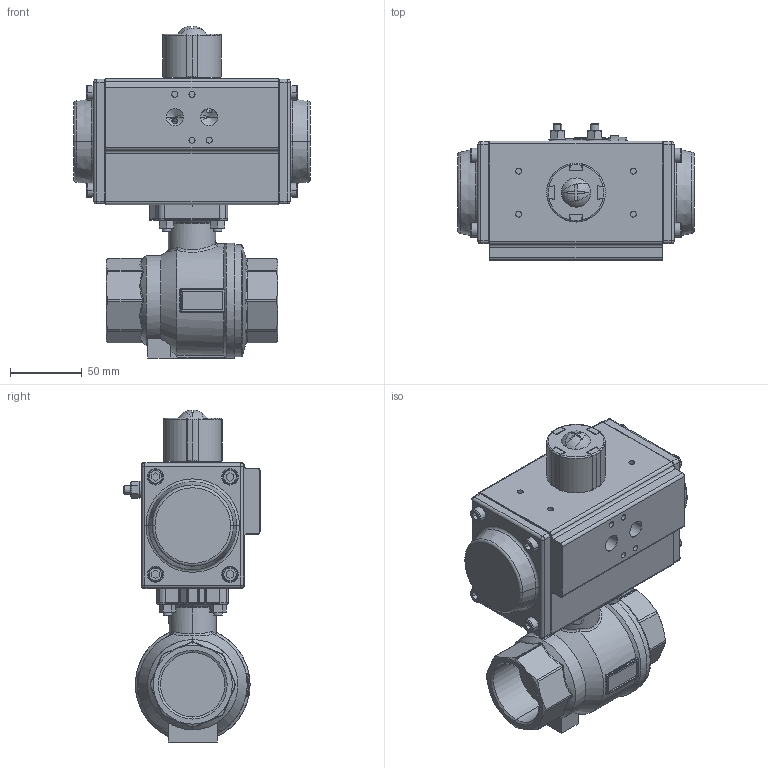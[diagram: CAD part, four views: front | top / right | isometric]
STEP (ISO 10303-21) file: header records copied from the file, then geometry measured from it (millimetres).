
FILE_DESCRIPTION(('HOOPS Exchange Step'),'2;1');
FILE_NAME('PK0200_DN40.stp','2025-04-02T11:50:54+02:00',('nieru'),('Unknown organisation'),'HOOPS Exchange 2024.2','HOOPS Exchange','Unknown authorisation');
FILE_SCHEMA( ('AP203_CONFIGURATION_CONTROLLED_3D_DESIGN_OF_MECHANICAL_PARTS_AND_ASSEMBLIES_MIM_LF') );
Length unit declared in the file: millimetre
Products named in the file (5): 0; root
Assembly tree (4 placements, depth 3):
  root
    0
      0
      0
      0
Bounding box: 165 x 95 x 231.65 mm (x, y, z)
Volume: 1034196.8 mm3; surface area: 197402.3 mm2
Topology: 34 solids, 34 shells, 1464 faces, 3656 edges, 2302 vertices
Faces by surface type: plane 599, cylinder 410, cone 170, torus 144, bspline 101, sphere 40
Full cylindrical faces by diameter (mm): 5 x5, 6 x4
Entity records: 52842 total; most frequent: CARTESIAN_POINT 18873, ORIENTED_EDGE 7228, DIRECTION 6658, EDGE_CURVE 3614, AXIS2_PLACEMENT_3D 2533, VERTEX_POINT 2304, EDGE_LOOP 1616, FACE_BOUND 1616
